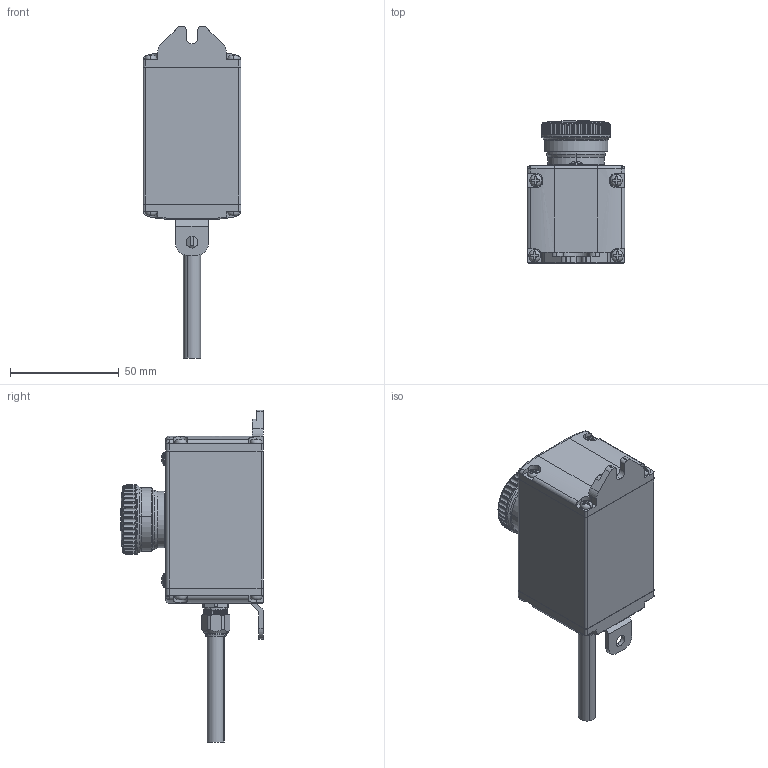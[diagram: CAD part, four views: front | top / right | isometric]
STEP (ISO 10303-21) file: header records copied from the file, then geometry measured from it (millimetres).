
FILE_DESCRIPTION (( 'STEP AP203' ), '1' );
FILE_NAME ('R4C-109-STP.step', '2024-06-21T01:19:29', ( '' ), ( '' ), 'SwSTEP 2.0', 'SolidWorks 2011', '' );
FILE_SCHEMA (( 'CONFIG_CONTROL_DESIGN' ));
Length unit declared in the file: millimetre
Products named in the file (1): R4C-109-STP
Bounding box: 45 x 65.6 x 152.9 mm (x, y, z)
Volume: 172486.9 mm3; surface area: 23644.9 mm2
Topology: 1 solids, 1 shells, 749 faces, 2008 edges, 1283 vertices
Faces by surface type: plane 312, cylinder 276, bspline 88, cone 39, torus 30, sphere 4
Entity records: 34350 total; most frequent: CARTESIAN_POINT 16110, ORIENTED_EDGE 4012, DIRECTION 3653, EDGE_CURVE 2006, AXIS2_PLACEMENT_3D 1381, VERTEX_POINT 1283, LINE 891, VECTOR 891
